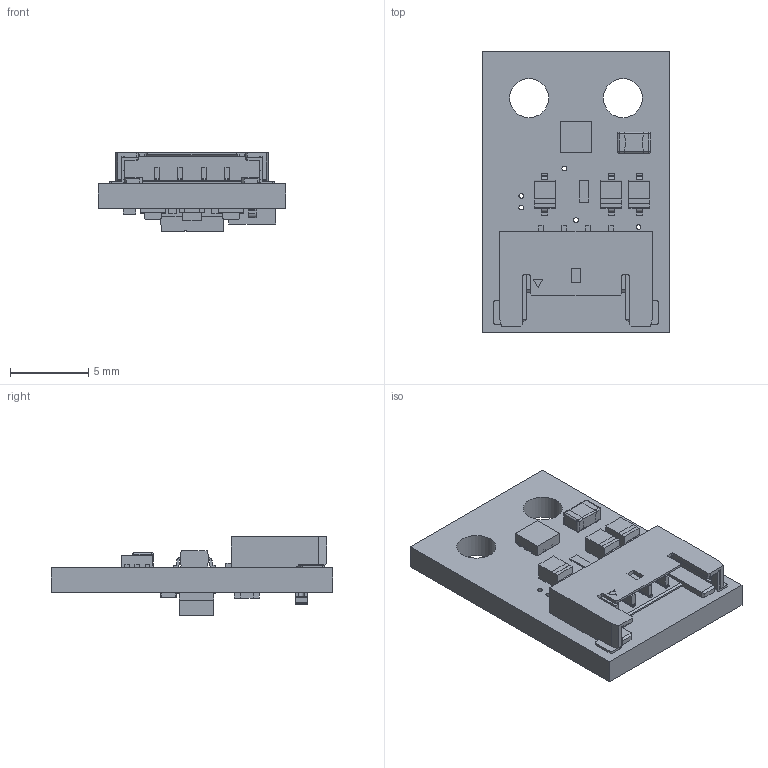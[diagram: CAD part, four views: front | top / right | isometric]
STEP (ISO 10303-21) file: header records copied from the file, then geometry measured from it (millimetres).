
FILE_DESCRIPTION (( 'STEP AP214' ), '1' );
FILE_NAME ('OPB9001AC_PCB_Assembly.STEP', '2021-11-02T17:46:00', ( '' ), ( '' ), 'SwSTEP 2.0', 'SolidWorks 2020', '' );
FILE_SCHEMA (( 'AUTOMOTIVE_DESIGN' ));
Length unit declared in the file: inch
Products named in the file (1): OPB9001AC_PCB_Assembly
Bounding box: 12 x 18 x 5.01 mm (x, y, z)
Volume: 412.1 mm3; surface area: 1012.4 mm2
Topology: 34 solids, 34 shells, 1332 faces, 3861 edges, 2585 vertices
Faces by surface type: plane 930, cylinder 306, sphere 96
Full cylindrical faces by diameter (mm): 0.3 x9, 0.35 x3, 1.16 x1, 1.26 x1, 2.5 x2
Entity records: 61833 total; most frequent: CARTESIAN_POINT 10336, ORIENTED_EDGE 7494, DIRECTION 6170, EDGE_CURVE 3747, VERTEX_POINT 2583, LINE 2464, VECTOR 2464, AXIS2_PLACEMENT_3D 1853
